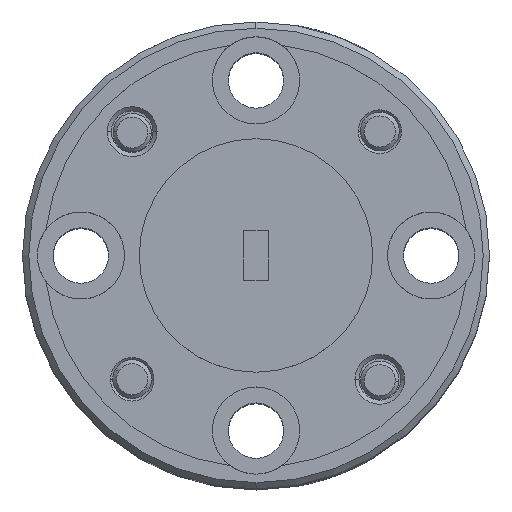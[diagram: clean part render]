
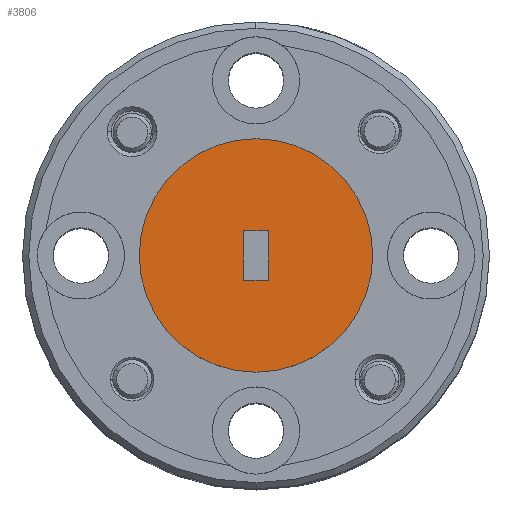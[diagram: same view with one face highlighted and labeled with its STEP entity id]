
A CAD part, top view. The second image highlights one B-rep face of the part: STEP entity #3806.
In plain terms, the highlighted planar face has unit normal (0, 0, 1).
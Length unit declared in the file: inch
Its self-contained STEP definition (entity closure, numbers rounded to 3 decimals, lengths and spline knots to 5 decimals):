
#219 = DIRECTION ( 'NONE',  ( -1., 0., 0. ) ) ;
#455 = FACE_OUTER_BOUND ( 'NONE', #6164, .T. ) ;
#952 = CARTESIAN_POINT ( 'NONE',  ( -0.02, 0.04, 0. ) ) ;
#1118 = CARTESIAN_POINT ( 'NONE',  ( 0.02, -0.04, 0. ) ) ;
#1240 = LINE ( 'NONE', #4480, #6586 ) ;
#1423 = ORIENTED_EDGE ( 'NONE', *, *, #6767, .F. ) ;
#1428 = DIRECTION ( 'NONE',  ( 1., 0., 0. ) ) ;
#1754 = AXIS2_PLACEMENT_3D ( 'NONE', #7388, #7160, #1428 ) ;
#1891 = EDGE_CURVE ( 'NONE', #7925, #5748, #1240, .T. ) ;
#2041 = VERTEX_POINT ( 'NONE', #5648 ) ;
#2121 = VECTOR ( 'NONE', #5975, 39.37008 ) ;
#2198 = DIRECTION ( 'NONE',  ( 1., 0., 0. ) ) ;
#2283 = CIRCLE ( 'NONE', #1754, 0.1875 ) ;
#2484 = VERTEX_POINT ( 'NONE', #6158 ) ;
#2534 = AXIS2_PLACEMENT_3D ( 'NONE', #7314, #6471, #9873 ) ;
#2554 = CARTESIAN_POINT ( 'NONE',  ( 0.02, 0.04, 0. ) ) ;
#2685 = CARTESIAN_POINT ( 'NONE',  ( -0.02, 0.04, 0. ) ) ;
#3746 = VERTEX_POINT ( 'NONE', #10587 ) ;
#3806 = ADVANCED_FACE ( 'NONE', ( #5707, #455 ), #7250, .T. ) ;
#4299 = CARTESIAN_POINT ( 'NONE',  ( -0.1875, 0., 0. ) ) ;
#4354 = LINE ( 'NONE', #1118, #9403 ) ;
#4480 = CARTESIAN_POINT ( 'NONE',  ( -0.02, 0.04, 0. ) ) ;
#4642 = ORIENTED_EDGE ( 'NONE', *, *, #10088, .F. ) ;
#4732 = VECTOR ( 'NONE', #10154, 39.37008 ) ;
#5648 = CARTESIAN_POINT ( 'NONE',  ( 0.02, -0.04, 0. ) ) ;
#5707 = FACE_BOUND ( 'NONE', #10490, .T. ) ;
#5748 = VERTEX_POINT ( 'NONE', #2685 ) ;
#5874 = LINE ( 'NONE', #2554, #2121 ) ;
#5975 = DIRECTION ( 'NONE',  ( 0., 1., 0. ) ) ;
#6042 = EDGE_CURVE ( 'NONE', #3746, #6864, #10946, .T. ) ;
#6158 = CARTESIAN_POINT ( 'NONE',  ( -0.02, -0.04, 0. ) ) ;
#6164 = EDGE_LOOP ( 'NONE', ( #9432, #6897 ) ) ;
#6282 = LINE ( 'NONE', #952, #4732 ) ;
#6471 = DIRECTION ( 'NONE',  ( 0., 0., 1. ) ) ;
#6586 = VECTOR ( 'NONE', #219, 39.37008 ) ;
#6767 = EDGE_CURVE ( 'NONE', #5748, #2484, #6282, .T. ) ;
#6864 = VERTEX_POINT ( 'NONE', #4299 ) ;
#6897 = ORIENTED_EDGE ( 'NONE', *, *, #9554, .T. ) ;
#7160 = DIRECTION ( 'NONE',  ( 0., 0., 1. ) ) ;
#7250 = PLANE ( 'NONE',  #2534 ) ;
#7314 = CARTESIAN_POINT ( 'NONE',  ( 0., 0., 0. ) ) ;
#7388 = CARTESIAN_POINT ( 'NONE',  ( 0., 0., 0. ) ) ;
#7573 = AXIS2_PLACEMENT_3D ( 'NONE', #9907, #9856, #2198 ) ;
#7815 = CARTESIAN_POINT ( 'NONE',  ( 0.02, 0.04, 0. ) ) ;
#7925 = VERTEX_POINT ( 'NONE', #7815 ) ;
#8531 = ORIENTED_EDGE ( 'NONE', *, *, #1891, .F. ) ;
#8590 = DIRECTION ( 'NONE',  ( 1., 0., 0. ) ) ;
#8604 = EDGE_CURVE ( 'NONE', #2484, #2041, #4354, .T. ) ;
#9403 = VECTOR ( 'NONE', #8590, 39.37008 ) ;
#9432 = ORIENTED_EDGE ( 'NONE', *, *, #6042, .T. ) ;
#9554 = EDGE_CURVE ( 'NONE', #6864, #3746, #2283, .T. ) ;
#9856 = DIRECTION ( 'NONE',  ( 0., 0., 1. ) ) ;
#9873 = DIRECTION ( 'NONE',  ( 1., 0., 0. ) ) ;
#9907 = CARTESIAN_POINT ( 'NONE',  ( 0., 0., 0. ) ) ;
#9977 = ORIENTED_EDGE ( 'NONE', *, *, #8604, .F. ) ;
#10088 = EDGE_CURVE ( 'NONE', #2041, #7925, #5874, .T. ) ;
#10154 = DIRECTION ( 'NONE',  ( 0., -1., 0. ) ) ;
#10490 = EDGE_LOOP ( 'NONE', ( #9977, #1423, #8531, #4642 ) ) ;
#10587 = CARTESIAN_POINT ( 'NONE',  ( 0.1875, 0., 0. ) ) ;
#10946 = CIRCLE ( 'NONE', #7573, 0.1875 ) ;
